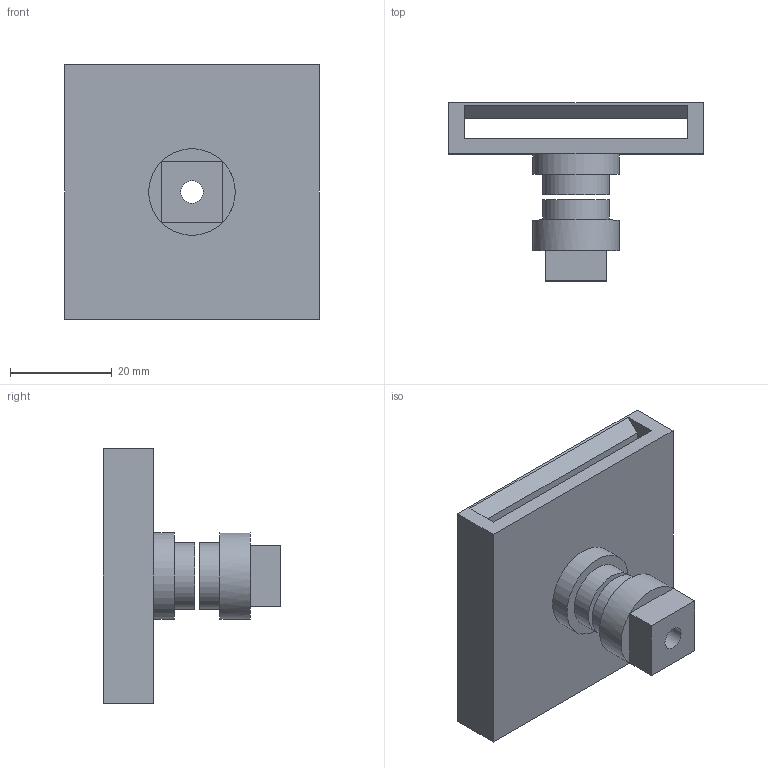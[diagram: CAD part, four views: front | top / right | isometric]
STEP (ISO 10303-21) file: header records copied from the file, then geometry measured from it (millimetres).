
FILE_DESCRIPTION(('FreeCAD Model'),'2;1');
FILE_NAME('Open CASCADE Shape Model','2024-09-01T20:23:10',('Author'),( ''),'Open CASCADE STEP processor 7.7','Ondsel','Unknown');
FILE_SCHEMA(('AUTOMOTIVE_DESIGN { 1 0 10303 214 1 1 1 1 }'));
Length unit declared in the file: millimetre
Products named in the file (3): Assemble; InnerSleeve; OuterSleeve
Assembly tree (2 placements, depth 2):
  Assemble
    InnerSleeve
    OuterSleeve
Bounding box: 50 x 35 x 50 mm (x, y, z)
Volume: 19020.2 mm3; surface area: 13311.1 mm2
Topology: 2 solids, 2 shells, 34 faces, 74 edges, 48 vertices
Faces by surface type: plane 26, cylinder 8
Full cylindrical faces by diameter (mm): 4.5 x2, 10 x2, 13 x2, 17 x2
Entity records: 2002 total; most frequent: CARTESIAN_POINT 375, DIRECTION 303, LINE 180, VECTOR 180, ORIENTED_EDGE 148, PCURVE 148, DEFINITIONAL_REPRESENTATION 148, EDGE_CURVE 74
